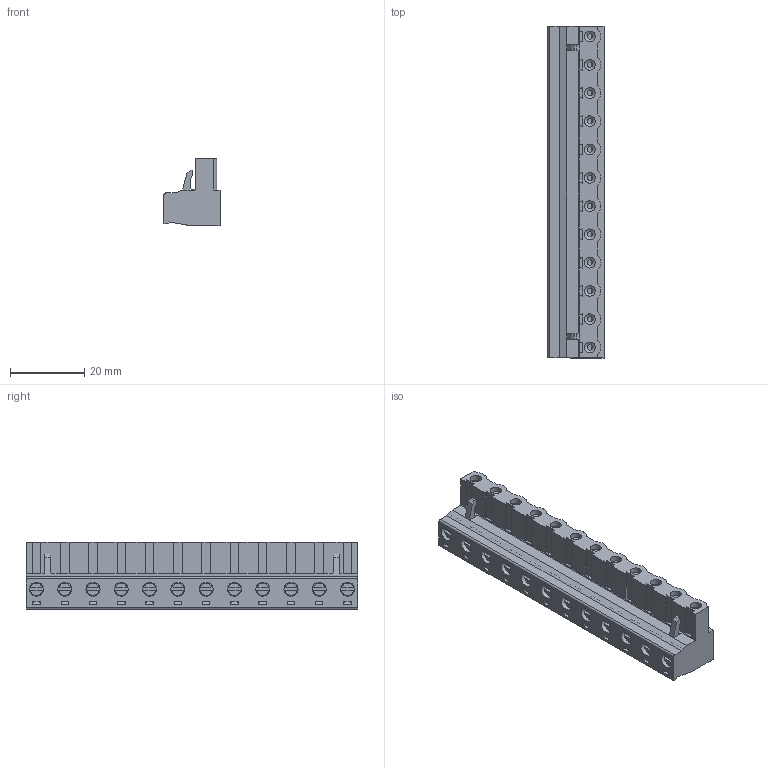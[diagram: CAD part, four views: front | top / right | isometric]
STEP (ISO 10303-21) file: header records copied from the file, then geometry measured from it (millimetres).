
FILE_DESCRIPTION( ( 'Unknown' ), '1' );
FILE_NAME( '691351400012.stp', 'Unknown', ( 'Unknown' ), ( 'Unknown' ), 'PSStep 18.0.17', 'Unknown', ' ' );
FILE_SCHEMA( ( 'AUTOMOTIVE_DESIGN { 1 0 10303 214 1 1 1 1 }' ) );
Length unit declared in the file: millimetre
Products named in the file (6): Assem1; cage; vis cage; Spring; 691351400012; 691351400012_front wall
Assembly tree (38 placements, depth 2):
  Assem1
    cage  x12
    vis cage  x12
    Spring  x12
    691351400012
    691351400012_front wall
Bounding box: 15.1 x 89.44 x 18.26 mm (x, y, z)
Volume: 9889.9 mm3; surface area: 24042.6 mm2
Topology: 38 solids, 38 shells, 2125 faces, 5555 edges, 3578 vertices
Faces by surface type: plane 1608, cylinder 433, cone 36, torus 36, sphere 12
Full cylindrical faces by diameter (mm): 1 x12, 1.5 x12, 2.2 x12, 2.459 x12, 2.6 x12, 2.9 x24, 3.8 x24
Entity records: 51205 total; most frequent: CARTESIAN_POINT 7169, ORIENTED_EDGE 6936, DIRECTION 6477, EDGE_CURVE 3468, LINE 3151, VECTOR 3151, VERTEX_POINT 2331, AXIS2_PLACEMENT_3D 1663
